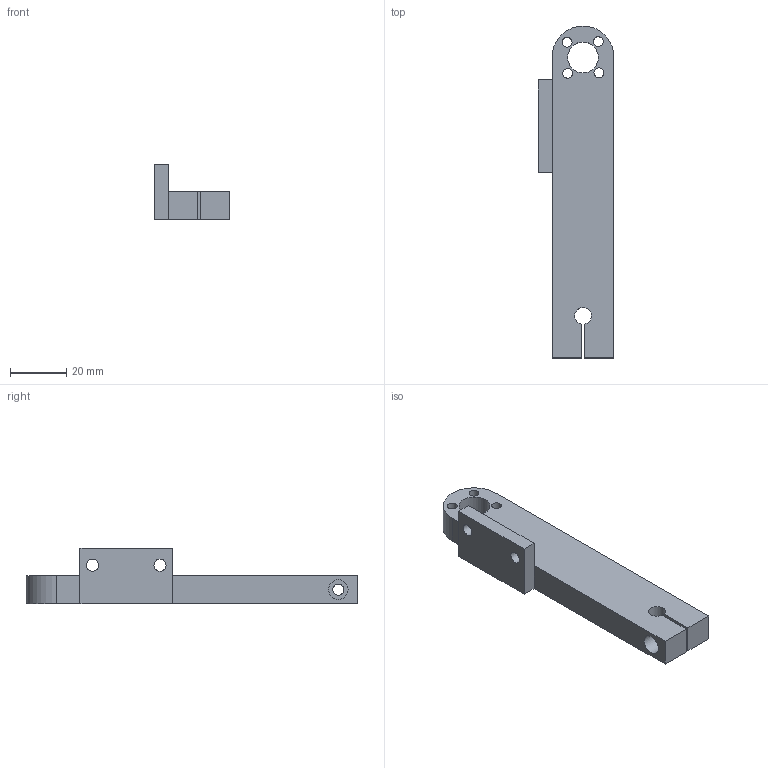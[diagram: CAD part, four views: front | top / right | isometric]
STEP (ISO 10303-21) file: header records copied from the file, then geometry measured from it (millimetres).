
FILE_DESCRIPTION(/* description */ ('STEP AP214'),/* implementation_level */ '2;1');
FILE_NAME(/* name */ '6876f84ccc95e74f1a4e5be2',/* time_stamp */ '2025-07-16T00:54:36Z',/* author */ (''),/* organization */ (''),/* preprocessor_version */ 'ST-DEVELOPER v20',/* originating_system */ 'ONSHAPE BY PTC INC, 1.200',/* authorisation */ ' ');
FILE_SCHEMA (('AUTOMOTIVE_DESIGN {1 0 10303 214 3 1 1}'));
Length unit declared in the file: metre
Products named in the file (1): Braso v12
Bounding box: 27 x 118.22 x 19.7 mm (x, y, z)
Volume: 26426.7 mm3; surface area: 10186.8 mm2
Topology: 1 solids, 1 shells, 28 faces, 75 edges, 50 vertices
Faces by surface type: plane 16, cylinder 12
Full cylindrical faces by diameter (mm): 3.5 x4, 4 x2, 4.3 x2, 7 x1, 11 x1
Entity records: 882 total; most frequent: DIRECTION 144, CARTESIAN_POINT 143, ORIENTED_EDGE 126, EDGE_CURVE 63, EDGE_LOOP 57, FACE_BOUND 57, AXIS2_PLACEMENT_3D 53, VERTEX_POINT 48
